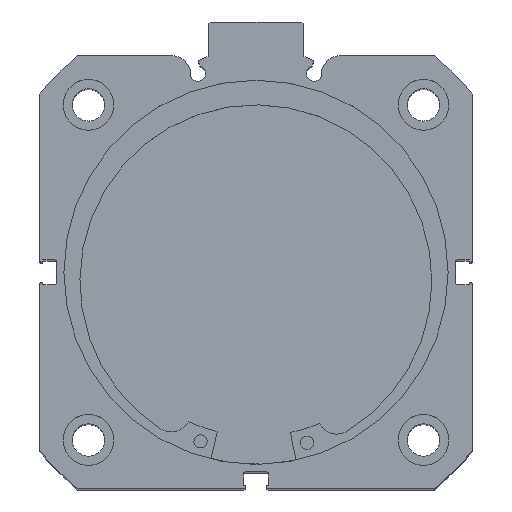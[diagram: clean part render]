
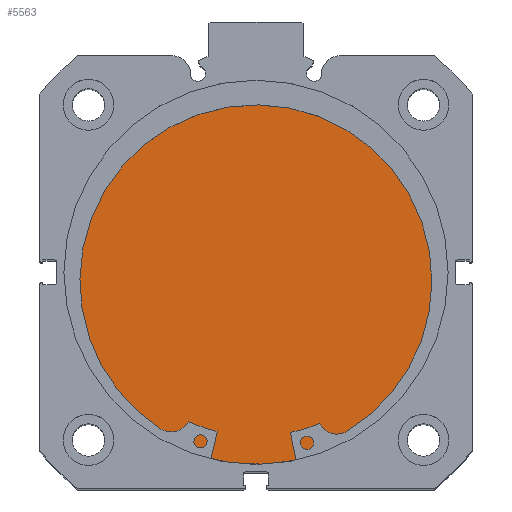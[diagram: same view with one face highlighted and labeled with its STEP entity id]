
A CAD part, top view. The second image highlights one B-rep face of the part: STEP entity #5563.
In plain terms, the highlighted face is planar.
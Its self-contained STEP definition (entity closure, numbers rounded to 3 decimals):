
#149 = CIRCLE ( 'NONE', #4613, 51. ) ;
#163 = CIRCLE ( 'NONE', #4620, 51. ) ;
#243 = FACE_OUTER_BOUND ( 'NONE', #2564, .T. ) ;
#943 = CARTESIAN_POINT ( 'NONE',  ( 13., 0., 0. ) ) ;
#950 = DIRECTION ( 'NONE',  ( -1., 0., 0. ) ) ;
#951 = DIRECTION ( 'NONE',  ( 0., 0., 1. ) ) ;
#958 = CARTESIAN_POINT ( 'NONE',  ( 13., 0., 0. ) ) ;
#968 = DIRECTION ( 'NONE',  ( -1., 0., 0. ) ) ;
#969 = DIRECTION ( 'NONE',  ( 0., 0., 1. ) ) ;
#1109 = CARTESIAN_POINT ( 'NONE',  ( 13., 51., 0. ) ) ;
#1110 = PLANE ( 'NONE',  #4664 ) ;
#1112 = DIRECTION ( 'NONE',  ( -1., 0., 0. ) ) ;
#1113 = DIRECTION ( 'NONE',  ( 0., 0., 1. ) ) ;
#1981 = CARTESIAN_POINT ( 'NONE',  ( 13., 0., 51. ) ) ;
#2170 = CARTESIAN_POINT ( 'NONE',  ( 13., 0., -51. ) ) ;
#2294 = VERTEX_POINT ( 'NONE', #2170 ) ;
#2417 = VERTEX_POINT ( 'NONE', #1981 ) ;
#2564 = EDGE_LOOP ( 'NONE', ( #5203, #5222 ) ) ;
#4373 = EDGE_CURVE ( 'NONE', #2294, #2417, #149, .T. ) ;
#4381 = EDGE_CURVE ( 'NONE', #2417, #2294, #163, .T. ) ;
#4613 = AXIS2_PLACEMENT_3D ( 'NONE', #943, #950, #951 ) ;
#4620 = AXIS2_PLACEMENT_3D ( 'NONE', #958, #968, #969 ) ;
#4664 = AXIS2_PLACEMENT_3D ( 'NONE', #1109, #1112, #1113 ) ;
#5203 = ORIENTED_EDGE ( 'NONE', *, *, #4381, .F. ) ;
#5222 = ORIENTED_EDGE ( 'NONE', *, *, #4373, .F. ) ;
#5563 = ADVANCED_FACE ( 'NONE', ( #243 ), #1110, .F. ) ;
